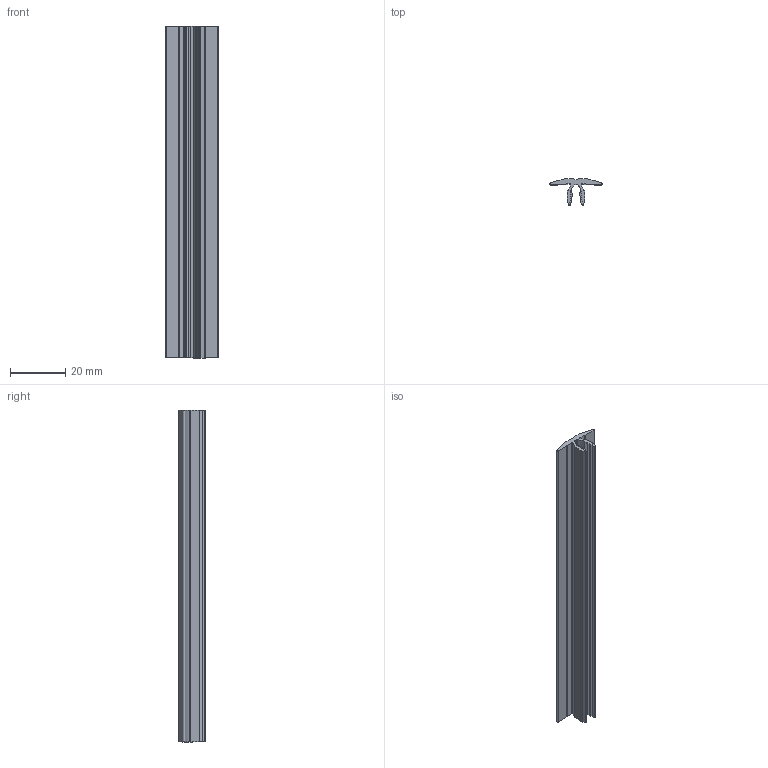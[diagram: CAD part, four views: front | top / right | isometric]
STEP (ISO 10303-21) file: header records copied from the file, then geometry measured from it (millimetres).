
FILE_DESCRIPTION (( 'STEP AP214' ), '1' );
FILE_NAME ('C6S2X Ïðèæèìíîé ïðîôèëü äëÿ ëèñòà Ïàç 6.STEP', '2019-10-31T09:28:37', ( 'Windows User' ), ( '' ), 'SwSTEP 2.0', 'SolidWorks 2019', '' );
FILE_SCHEMA (( 'AUTOMOTIVE_DESIGN' ));
Length unit declared in the file: millimetre
Products named in the file (1): C6S2X Ïðèæèìíîé ïðîôèëü äëÿ ëèñòà Ïàç 6
Bounding box: 19 x 9.5 x 120.02 mm (x, y, z)
Volume: 5690.6 mm3; surface area: 9380.4 mm2
Topology: 1 solids, 1 shells, 95 faces, 278 edges, 185 vertices
Faces by surface type: plane 63, cylinder 32
Entity records: 3184 total; most frequent: CARTESIAN_POINT 571, ORIENTED_EDGE 556, DIRECTION 528, EDGE_CURVE 278, LINE 212, VECTOR 212, VERTEX_POINT 185, AXIS2_PLACEMENT_3D 158
